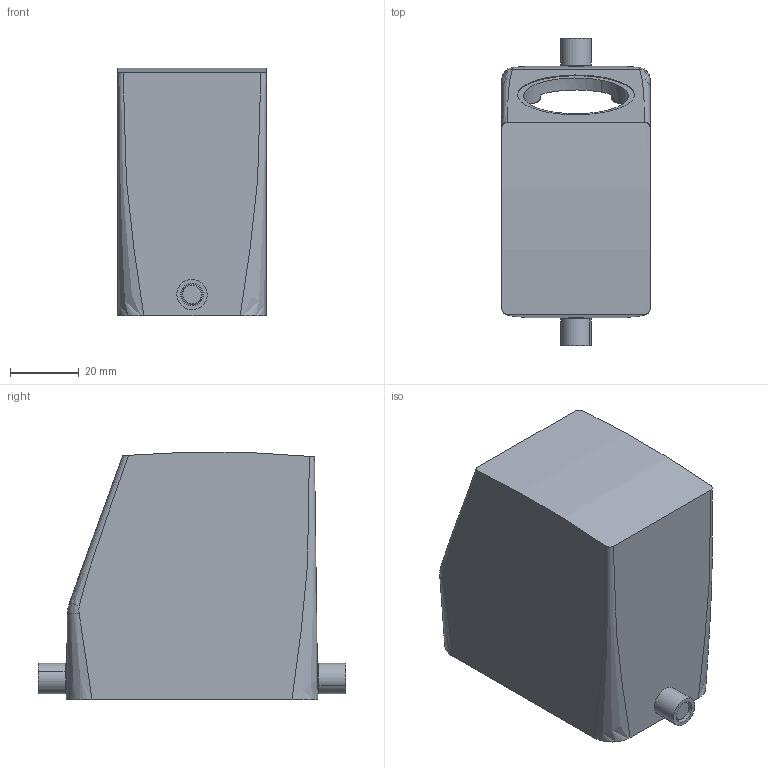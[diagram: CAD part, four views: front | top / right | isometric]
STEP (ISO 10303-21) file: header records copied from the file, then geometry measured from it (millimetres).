
FILE_DESCRIPTION(('CATIA V5 STEP','CAx-IF Rec.Pracs.--- Model Styling and Organization---1.2---2011-12-15'),'2;1');
FILE_NAME ('13269049_2', '2018-07-10T08:07:51+00:00', ('none'), ('Weidmueller'), 'CATIA Version 5-6 Release 2014 SP4 HF52', 'CATIA V5 STEP AP214', 'none');
FILE_SCHEMA(('AUTOMOTIVE_DESIGN { 1 0 10303 214 1 1 1 1 }'));
Length unit declared in the file: millimetre
Products named in the file (1): 2543980000
Bounding box: 43 x 89.3 x 71.92 mm (x, y, z)
Volume: 64885.8 mm3; surface area: 33904.4 mm2
Topology: 3 solids, 3 shells, 891 faces, 2489 edges, 1528 vertices
Faces by surface type: plane 530, cylinder 293, cone 48, torus 12, bspline 8
Entity records: 27029 total; most frequent: CARTESIAN_POINT 6104, ORIENTED_EDGE 4962, DIRECTION 3281, EDGE_CURVE 2481, AXIS2_PLACEMENT_3D 1553, VERTEX_POINT 1528, VECTOR 1293, LINE 1293
